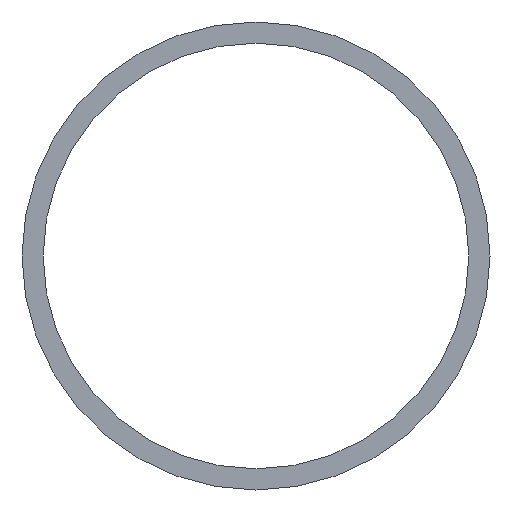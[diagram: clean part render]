
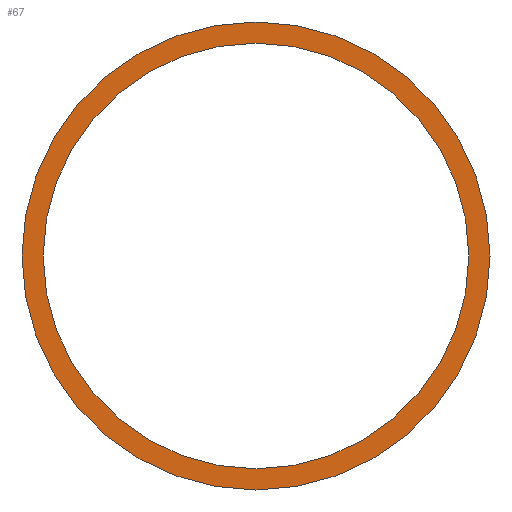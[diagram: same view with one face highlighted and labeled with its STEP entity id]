
A CAD part, front view. The second image highlights one B-rep face of the part: STEP entity #67.
In plain terms, the highlighted planar face has unit normal (0, -1, 0).
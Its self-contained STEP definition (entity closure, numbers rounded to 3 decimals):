
#15=FACE_BOUND('',#26,.T.);
#16=PLANE('',#89);
#21=FACE_OUTER_BOUND('',#25,.T.);
#25=EDGE_LOOP('',(#60));
#26=EDGE_LOOP('',(#61));
#33=CIRCLE('',#83,50.25);
#36=CIRCLE('',#88,55.25);
#37=VERTEX_POINT('',#113);
#40=VERTEX_POINT('',#123);
#41=EDGE_CURVE('',#37,#37,#33,.T.);
#46=EDGE_CURVE('',#40,#40,#36,.T.);
#60=ORIENTED_EDGE('',*,*,#46,.T.);
#61=ORIENTED_EDGE('',*,*,#41,.F.);
#67=ADVANCED_FACE('',(#21,#15),#16,.T.);
#83=AXIS2_PLACEMENT_3D('',#114,#94,#95);
#88=AXIS2_PLACEMENT_3D('',#124,#106,#107);
#89=AXIS2_PLACEMENT_3D('',#126,#109,#110);
#94=DIRECTION('center_axis',(0.,-1.,0.));
#95=DIRECTION('ref_axis',(1.,0.,0.));
#106=DIRECTION('center_axis',(0.,-1.,0.));
#107=DIRECTION('ref_axis',(1.,0.,0.));
#109=DIRECTION('center_axis',(0.,-1.,0.));
#110=DIRECTION('ref_axis',(0.,0.,-1.));
#113=CARTESIAN_POINT('',(-100.5,0.,0.));
#114=CARTESIAN_POINT('Origin',(-50.25,0.,0.));
#123=CARTESIAN_POINT('',(-105.5,0.,0.));
#124=CARTESIAN_POINT('Origin',(-50.25,0.,0.));
#126=CARTESIAN_POINT('Origin',(0.,0.,0.));
